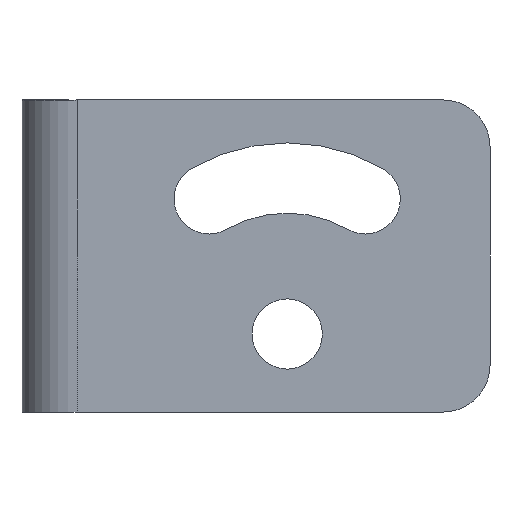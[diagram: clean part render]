
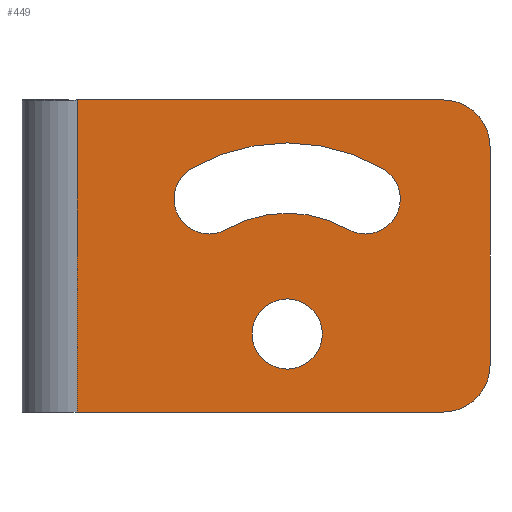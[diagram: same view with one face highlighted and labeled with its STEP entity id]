
A CAD part, front view. The second image highlights one B-rep face of the part: STEP entity #449.
In plain terms, the highlighted planar face has unit normal (0, -1, 0).
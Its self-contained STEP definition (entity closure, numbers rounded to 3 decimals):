
#15=FACE_BOUND('',#60,.T.);
#16=FACE_BOUND('',#61,.T.);
#24=PLANE('',#501);
#35=FACE_OUTER_BOUND('',#59,.T.);
#59=EDGE_LOOP('',(#317,#318,#319,#320,#321,#322));
#60=EDGE_LOOP('',(#323,#324,#325,#326));
#61=EDGE_LOOP('',(#327));
#91=LINE('',#717,#125);
#96=LINE('',#731,#130);
#97=LINE('',#735,#131);
#98=LINE('',#736,#132);
#125=VECTOR('',#571,23.464);
#130=VECTOR('',#582,14.);
#131=VECTOR('',#585,23.464);
#132=VECTOR('',#586,10.);
#156=CIRCLE('',#491,2.25);
#159=CIRCLE('',#496,3.);
#163=CIRCLE('',#502,3.);
#164=CIRCLE('',#503,12.25);
#165=CIRCLE('',#504,2.25);
#166=CIRCLE('',#505,7.75);
#167=CIRCLE('',#506,2.25);
#188=VERTEX_POINT('',#697);
#191=VERTEX_POINT('',#707);
#192=VERTEX_POINT('',#708);
#195=VERTEX_POINT('',#716);
#201=VERTEX_POINT('',#730);
#202=VERTEX_POINT('',#732);
#203=VERTEX_POINT('',#734);
#204=VERTEX_POINT('',#737);
#205=VERTEX_POINT('',#738);
#206=VERTEX_POINT('',#740);
#207=VERTEX_POINT('',#742);
#233=EDGE_CURVE('',#188,#188,#156,.T.);
#237=EDGE_CURVE('',#191,#192,#159,.T.);
#241=EDGE_CURVE('',#192,#195,#91,.T.);
#248=EDGE_CURVE('',#191,#201,#96,.T.);
#249=EDGE_CURVE('',#202,#201,#163,.T.);
#250=EDGE_CURVE('',#202,#203,#97,.T.);
#251=EDGE_CURVE('',#195,#203,#98,.T.);
#252=EDGE_CURVE('',#204,#205,#164,.T.);
#253=EDGE_CURVE('',#205,#206,#165,.T.);
#254=EDGE_CURVE('',#206,#207,#166,.T.);
#255=EDGE_CURVE('',#207,#204,#167,.T.);
#317=ORIENTED_EDGE('',*,*,#237,.F.);
#318=ORIENTED_EDGE('',*,*,#248,.T.);
#319=ORIENTED_EDGE('',*,*,#249,.F.);
#320=ORIENTED_EDGE('',*,*,#250,.T.);
#321=ORIENTED_EDGE('',*,*,#251,.F.);
#322=ORIENTED_EDGE('',*,*,#241,.F.);
#323=ORIENTED_EDGE('',*,*,#252,.T.);
#324=ORIENTED_EDGE('',*,*,#253,.T.);
#325=ORIENTED_EDGE('',*,*,#254,.T.);
#326=ORIENTED_EDGE('',*,*,#255,.T.);
#327=ORIENTED_EDGE('',*,*,#233,.T.);
#449=ADVANCED_FACE('',(#35,#15,#16),#24,.T.);
#491=AXIS2_PLACEMENT_3D('',#699,#552,#553);
#496=AXIS2_PLACEMENT_3D('',#709,#563,#564);
#501=AXIS2_PLACEMENT_3D('',#729,#580,#581);
#502=AXIS2_PLACEMENT_3D('',#733,#583,#584);
#503=AXIS2_PLACEMENT_3D('',#739,#587,#588);
#504=AXIS2_PLACEMENT_3D('',#741,#589,#590);
#505=AXIS2_PLACEMENT_3D('',#743,#591,#592);
#506=AXIS2_PLACEMENT_3D('',#744,#593,#594);
#552=DIRECTION('center_axis',(0.,1.,0.));
#553=DIRECTION('ref_axis',(1.,0.,0.));
#563=DIRECTION('center_axis',(0.,1.,0.));
#564=DIRECTION('ref_axis',(0.707,0.,-0.707));
#571=DIRECTION('',(-1.,0.,0.));
#580=DIRECTION('center_axis',(0.,-1.,0.));
#581=DIRECTION('ref_axis',(0.,0.,-1.));
#582=DIRECTION('',(0.,0.,1.));
#583=DIRECTION('center_axis',(0.,1.,0.));
#584=DIRECTION('ref_axis',(0.707,0.,0.707));
#585=DIRECTION('',(-1.,0.,0.));
#586=DIRECTION('',(0.,0.,1.));
#587=DIRECTION('center_axis',(0.,1.,0.));
#588=DIRECTION('ref_axis',(1.,0.,0.));
#589=DIRECTION('center_axis',(0.,1.,0.));
#590=DIRECTION('ref_axis',(1.,0.,0.));
#591=DIRECTION('center_axis',(0.,-1.,0.));
#592=DIRECTION('ref_axis',(1.,0.,0.));
#593=DIRECTION('center_axis',(0.,1.,0.));
#594=DIRECTION('ref_axis',(1.,0.,0.));
#697=CARTESIAN_POINT('',(354.595,471.247,5.));
#699=CARTESIAN_POINT('Origin',(356.845,471.247,5.));
#707=CARTESIAN_POINT('',(369.845,471.247,3.));
#708=CARTESIAN_POINT('',(366.845,471.247,0.));
#709=CARTESIAN_POINT('Origin',(366.845,471.247,3.));
#716=CARTESIAN_POINT('',(343.38,471.247,0.));
#717=CARTESIAN_POINT('',(366.845,471.247,0.));
#729=CARTESIAN_POINT('Origin',(370.845,471.247,0.));
#730=CARTESIAN_POINT('',(369.845,471.247,17.));
#731=CARTESIAN_POINT('',(369.845,471.247,3.));
#732=CARTESIAN_POINT('',(366.845,471.247,20.));
#733=CARTESIAN_POINT('Origin',(366.845,471.247,17.));
#734=CARTESIAN_POINT('',(343.38,471.247,20.));
#735=CARTESIAN_POINT('',(366.845,471.247,20.));
#736=CARTESIAN_POINT('',(343.38,471.247,0.));
#737=CARTESIAN_POINT('',(350.72,471.247,15.609));
#738=CARTESIAN_POINT('',(362.97,471.247,15.609));
#739=CARTESIAN_POINT('Origin',(356.845,471.247,5.));
#740=CARTESIAN_POINT('',(360.72,471.247,11.712));
#741=CARTESIAN_POINT('Origin',(361.845,471.247,13.66));
#742=CARTESIAN_POINT('',(352.97,471.247,11.712));
#743=CARTESIAN_POINT('Origin',(356.845,471.247,5.));
#744=CARTESIAN_POINT('Origin',(351.845,471.247,13.66));
